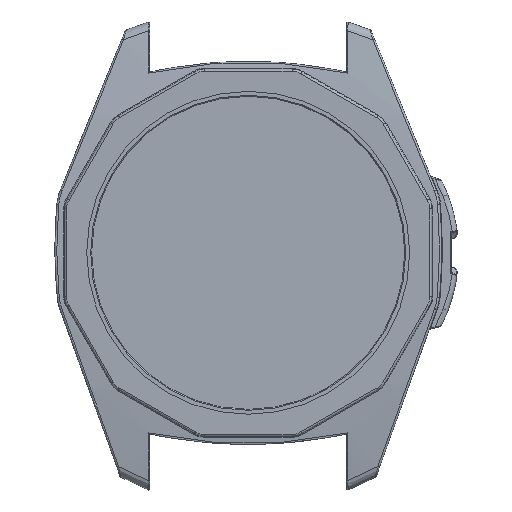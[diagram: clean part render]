
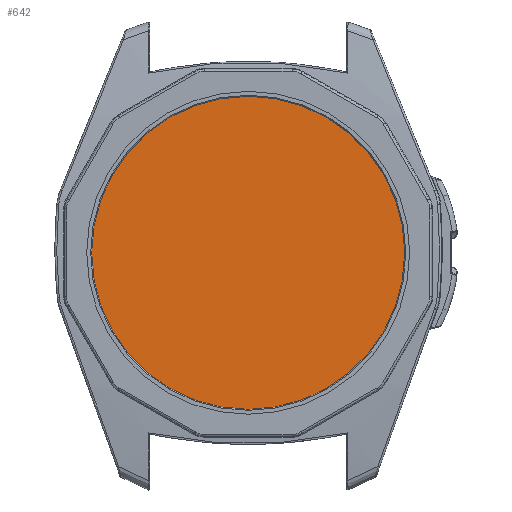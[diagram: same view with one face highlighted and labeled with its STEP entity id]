
A CAD part, top view. The second image highlights one B-rep face of the part: STEP entity #642.
In plain terms, the highlighted planar face has unit normal (0, 0, 1).
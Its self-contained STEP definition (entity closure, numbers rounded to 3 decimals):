
#143 = VERTEX_POINT ( 'NONE', #2882 ) ;
#417 = EDGE_LOOP ( 'NONE', ( #1731, #1732 ) ) ;
#642 = ADVANCED_FACE ( 'NONE', ( #5341 ), #5342, .T. ) ;
#861 = EDGE_CURVE ( 'NONE', #2182, #143, #1369, .T. ) ;
#1156 = AXIS2_PLACEMENT_3D ( 'NONE', #8647, #8648, #8649 ) ;
#1159 = CIRCLE ( 'NONE', #1156, 16. ) ;
#1369 = CIRCLE ( 'NONE', #1414, 16. ) ;
#1414 = AXIS2_PLACEMENT_3D ( 'NONE', #6765, #6766, #6767 ) ;
#1731 = ORIENTED_EDGE ( 'NONE', *, *, #861, .T. ) ;
#1732 = ORIENTED_EDGE ( 'NONE', *, *, #6177, .T. ) ;
#2182 = VERTEX_POINT ( 'NONE', #8262 ) ;
#2463 = AXIS2_PLACEMENT_3D ( 'NONE', #5352, #5353, #5354 ) ;
#2882 = CARTESIAN_POINT ( 'NONE',  ( -16.347, 27.842, 6. ) ) ;
#5341 = FACE_OUTER_BOUND ( 'NONE', #417, .T. ) ;
#5342 = PLANE ( 'NONE',  #2463 ) ;
#5352 = CARTESIAN_POINT ( 'NONE',  ( -0.347, 27.842, 6. ) ) ;
#5353 = DIRECTION ( 'NONE',  ( 0., 0., 1. ) ) ;
#5354 = DIRECTION ( 'NONE',  ( 1., 0., 0. ) ) ;
#6177 = EDGE_CURVE ( 'NONE', #143, #2182, #1159, .T. ) ;
#6765 = CARTESIAN_POINT ( 'NONE',  ( -0.347, 27.842, 6. ) ) ;
#6766 = DIRECTION ( 'NONE',  ( 0., 0., 1. ) ) ;
#6767 = DIRECTION ( 'NONE',  ( 1., 0., 0. ) ) ;
#8262 = CARTESIAN_POINT ( 'NONE',  ( 15.653, 27.842, 6. ) ) ;
#8647 = CARTESIAN_POINT ( 'NONE',  ( -0.347, 27.842, 6. ) ) ;
#8648 = DIRECTION ( 'NONE',  ( 0., 0., 1. ) ) ;
#8649 = DIRECTION ( 'NONE',  ( 1., 0., 0. ) ) ;
